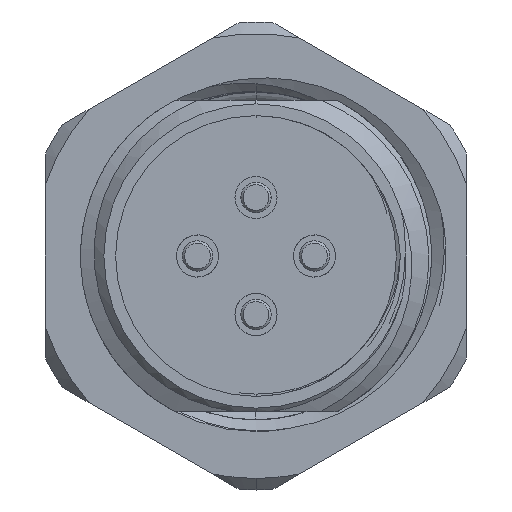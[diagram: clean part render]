
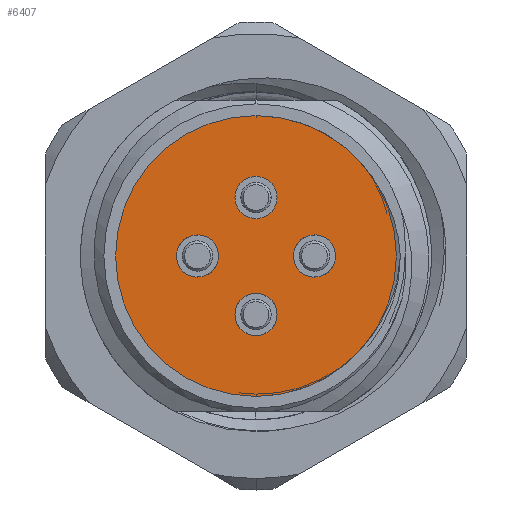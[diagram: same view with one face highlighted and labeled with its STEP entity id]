
A CAD part, left-side view. The second image highlights one B-rep face of the part: STEP entity #6407.
In plain terms, the highlighted planar face has unit normal (-1, 0, 0).
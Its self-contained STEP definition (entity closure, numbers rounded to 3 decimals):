
#72 = CARTESIAN_POINT ( 'NONE',  ( -13., 0., -2.5 ) ) ;
#99 = AXIS2_PLACEMENT_3D ( 'NONE', #3214, #11281, #7217 ) ;
#110 = AXIS2_PLACEMENT_3D ( 'NONE', #1344, #8406, #5341 ) ;
#223 = AXIS2_PLACEMENT_3D ( 'NONE', #12644, #2686, #6693 ) ;
#697 = VERTEX_POINT ( 'NONE', #3821 ) ;
#703 = DIRECTION ( 'NONE',  ( -1., 0., 0. ) ) ;
#948 = VERTEX_POINT ( 'NONE', #5379 ) ;
#1028 = DIRECTION ( 'NONE',  ( 0., -1., 0. ) ) ;
#1105 = DIRECTION ( 'NONE',  ( 1., 0., 0. ) ) ;
#1344 = CARTESIAN_POINT ( 'NONE',  ( -13., 0., 0. ) ) ;
#1406 = FACE_BOUND ( 'NONE', #8970, .T. ) ;
#1451 = DIRECTION ( 'NONE',  ( -1., 0., 0. ) ) ;
#1484 = CIRCLE ( 'NONE', #223, 0.9 ) ;
#1651 = EDGE_CURVE ( 'NONE', #6784, #12351, #2313, .T. ) ;
#1766 = EDGE_CURVE ( 'NONE', #8663, #948, #1484, .T. ) ;
#1840 = ORIENTED_EDGE ( 'NONE', *, *, #11702, .F. ) ;
#1882 = ORIENTED_EDGE ( 'NONE', *, *, #5119, .F. ) ;
#1979 = DIRECTION ( 'NONE',  ( 0., -1., 0. ) ) ;
#1988 = CIRCLE ( 'NONE', #7007, 0.9 ) ;
#2065 = DIRECTION ( 'NONE',  ( -1., 0., 0. ) ) ;
#2130 = VERTEX_POINT ( 'NONE', #2966 ) ;
#2313 = CIRCLE ( 'NONE', #5033, 0.9 ) ;
#2554 = EDGE_CURVE ( 'NONE', #948, #8663, #2879, .T. ) ;
#2686 = DIRECTION ( 'NONE',  ( -1., 0., 0. ) ) ;
#2870 = CIRCLE ( 'NONE', #10195, 6. ) ;
#2879 = CIRCLE ( 'NONE', #3712, 0.9 ) ;
#2931 = DIRECTION ( 'NONE',  ( -1., 0., 0. ) ) ;
#2966 = CARTESIAN_POINT ( 'NONE',  ( -13., -1.6, 0. ) ) ;
#3064 = CARTESIAN_POINT ( 'NONE',  ( -13., 0., -2.5 ) ) ;
#3202 = ORIENTED_EDGE ( 'NONE', *, *, #9742, .F. ) ;
#3214 = CARTESIAN_POINT ( 'NONE',  ( -13., -2.5, 0. ) ) ;
#3398 = AXIS2_PLACEMENT_3D ( 'NONE', #72, #8080, #1979 ) ;
#3555 = EDGE_LOOP ( 'NONE', ( #1882, #3202 ) ) ;
#3630 = ORIENTED_EDGE ( 'NONE', *, *, #1766, .F. ) ;
#3650 = EDGE_CURVE ( 'NONE', #12351, #6784, #6973, .T. ) ;
#3712 = AXIS2_PLACEMENT_3D ( 'NONE', #10504, #5661, #9649 ) ;
#3821 = CARTESIAN_POINT ( 'NONE',  ( -13., -3.4, 0. ) ) ;
#3851 = ORIENTED_EDGE ( 'NONE', *, *, #2554, .F. ) ;
#4015 = CARTESIAN_POINT ( 'NONE',  ( -13., -2.5, 0. ) ) ;
#4604 = EDGE_CURVE ( 'NONE', #11921, #7473, #11841, .T. ) ;
#5033 = AXIS2_PLACEMENT_3D ( 'NONE', #10425, #1451, #5445 ) ;
#5075 = CIRCLE ( 'NONE', #11146, 0.9 ) ;
#5116 = DIRECTION ( 'NONE',  ( -1., 0., 0. ) ) ;
#5119 = EDGE_CURVE ( 'NONE', #697, #2130, #5129, .T. ) ;
#5129 = CIRCLE ( 'NONE', #99, 0.9 ) ;
#5187 = EDGE_LOOP ( 'NONE', ( #1840, #10167 ) ) ;
#5196 = ORIENTED_EDGE ( 'NONE', *, *, #3650, .F. ) ;
#5341 = DIRECTION ( 'NONE',  ( 0., 1., 0. ) ) ;
#5379 = CARTESIAN_POINT ( 'NONE',  ( -13., 3.4, 0. ) ) ;
#5445 = DIRECTION ( 'NONE',  ( 0., -1., 0. ) ) ;
#5555 = EDGE_LOOP ( 'NONE', ( #8601, #11050 ) ) ;
#5661 = DIRECTION ( 'NONE',  ( -1., 0., 0. ) ) ;
#5792 = ORIENTED_EDGE ( 'NONE', *, *, #1651, .F. ) ;
#5912 = AXIS2_PLACEMENT_3D ( 'NONE', #9114, #5116, #10094 ) ;
#6073 = CARTESIAN_POINT ( 'NONE',  ( -13., 0., 0. ) ) ;
#6407 = ADVANCED_FACE ( 'NONE', ( #8139, #11988, #7145, #1406, #9975 ), #6946, .T. ) ;
#6693 = DIRECTION ( 'NONE',  ( 0., -1., 0. ) ) ;
#6784 = VERTEX_POINT ( 'NONE', #8646 ) ;
#6935 = EDGE_CURVE ( 'NONE', #10424, #11095, #5075, .T. ) ;
#6946 = PLANE ( 'NONE',  #5912 ) ;
#6973 = CIRCLE ( 'NONE', #12844, 0.9 ) ;
#7007 = AXIS2_PLACEMENT_3D ( 'NONE', #4015, #2065, #1028 ) ;
#7145 = FACE_BOUND ( 'NONE', #3555, .T. ) ;
#7186 = DIRECTION ( 'NONE',  ( 0., 1., 0. ) ) ;
#7217 = DIRECTION ( 'NONE',  ( 0., -1., 0. ) ) ;
#7473 = VERTEX_POINT ( 'NONE', #10864 ) ;
#7579 = DIRECTION ( 'NONE',  ( 0., -1., 0. ) ) ;
#8080 = DIRECTION ( 'NONE',  ( -1., 0., 0. ) ) ;
#8139 = FACE_BOUND ( 'NONE', #5555, .T. ) ;
#8406 = DIRECTION ( 'NONE',  ( 1., 0., 0. ) ) ;
#8593 = CARTESIAN_POINT ( 'NONE',  ( -13., -0.9, -2.5 ) ) ;
#8601 = ORIENTED_EDGE ( 'NONE', *, *, #12746, .F. ) ;
#8646 = CARTESIAN_POINT ( 'NONE',  ( -13., -0.9, 2.5 ) ) ;
#8663 = VERTEX_POINT ( 'NONE', #10272 ) ;
#8698 = CARTESIAN_POINT ( 'NONE',  ( -13., -6., 0. ) ) ;
#8970 = EDGE_LOOP ( 'NONE', ( #5792, #5196 ) ) ;
#8978 = CARTESIAN_POINT ( 'NONE',  ( -13., 0.9, -2.5 ) ) ;
#9114 = CARTESIAN_POINT ( 'NONE',  ( -13., 0., 0. ) ) ;
#9649 = DIRECTION ( 'NONE',  ( 0., -1., 0. ) ) ;
#9742 = EDGE_CURVE ( 'NONE', #2130, #697, #1988, .T. ) ;
#9975 = FACE_OUTER_BOUND ( 'NONE', #5187, .T. ) ;
#10094 = DIRECTION ( 'NONE',  ( 0., -1., 0. ) ) ;
#10167 = ORIENTED_EDGE ( 'NONE', *, *, #4604, .F. ) ;
#10195 = AXIS2_PLACEMENT_3D ( 'NONE', #6073, #1105, #7186 ) ;
#10272 = CARTESIAN_POINT ( 'NONE',  ( -13., 1.6, 0. ) ) ;
#10424 = VERTEX_POINT ( 'NONE', #8978 ) ;
#10425 = CARTESIAN_POINT ( 'NONE',  ( -13., 0., 2.5 ) ) ;
#10450 = CARTESIAN_POINT ( 'NONE',  ( -13., 0.9, 2.5 ) ) ;
#10504 = CARTESIAN_POINT ( 'NONE',  ( -13., 2.5, 0. ) ) ;
#10864 = CARTESIAN_POINT ( 'NONE',  ( -13., 6., 0. ) ) ;
#11050 = ORIENTED_EDGE ( 'NONE', *, *, #6935, .F. ) ;
#11068 = DIRECTION ( 'NONE',  ( 0., -1., 0. ) ) ;
#11095 = VERTEX_POINT ( 'NONE', #8593 ) ;
#11146 = AXIS2_PLACEMENT_3D ( 'NONE', #3064, #2931, #11068 ) ;
#11281 = DIRECTION ( 'NONE',  ( -1., 0., 0. ) ) ;
#11702 = EDGE_CURVE ( 'NONE', #7473, #11921, #2870, .T. ) ;
#11713 = CARTESIAN_POINT ( 'NONE',  ( -13., 0., 2.5 ) ) ;
#11841 = CIRCLE ( 'NONE', #110, 6. ) ;
#11921 = VERTEX_POINT ( 'NONE', #8698 ) ;
#11988 = FACE_BOUND ( 'NONE', #12722, .T. ) ;
#12203 = CIRCLE ( 'NONE', #3398, 0.9 ) ;
#12351 = VERTEX_POINT ( 'NONE', #10450 ) ;
#12644 = CARTESIAN_POINT ( 'NONE',  ( -13., 2.5, 0. ) ) ;
#12722 = EDGE_LOOP ( 'NONE', ( #3630, #3851 ) ) ;
#12746 = EDGE_CURVE ( 'NONE', #11095, #10424, #12203, .T. ) ;
#12844 = AXIS2_PLACEMENT_3D ( 'NONE', #11713, #703, #7579 ) ;
